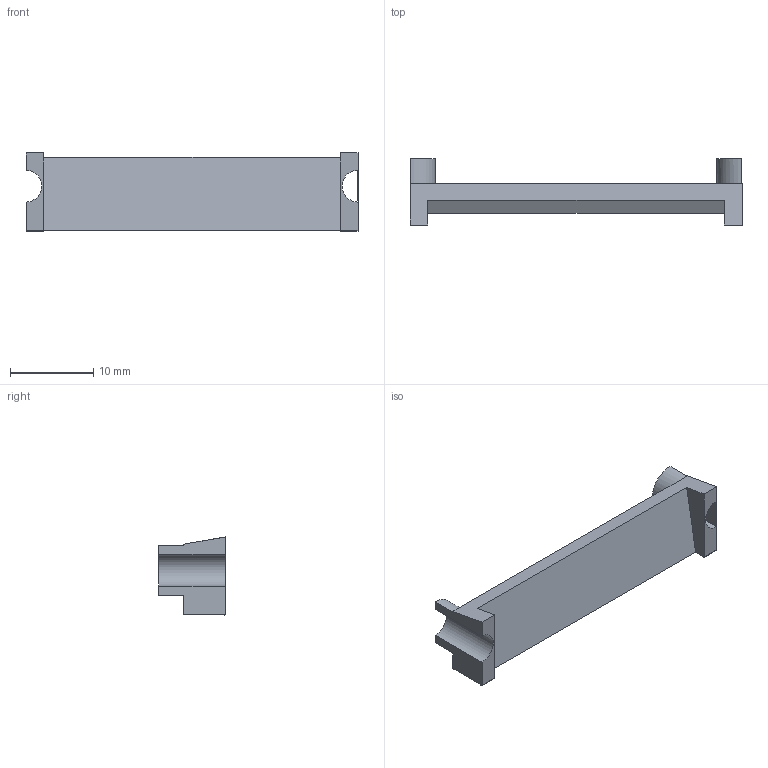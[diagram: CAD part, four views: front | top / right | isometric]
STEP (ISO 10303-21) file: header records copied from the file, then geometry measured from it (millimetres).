
FILE_DESCRIPTION(/* description */ (''),/* implementation_level */ '2;1');
FILE_NAME(/* name */ 'fnal18_top_d1.step',/* time_stamp */ '2023-03-02T09:51:02-07:00',/* author */ (''),/* organization */ (''),/* preprocessor_version */ 'ST-DEVELOPER v19.2',/* originating_system */ 'Autodesk Translation Framework v11.17.0.187',/* authorisation */ '');
FILE_SCHEMA (('AUTOMOTIVE_DESIGN { 1 0 10303 214 3 1 1 }'));
Length unit declared in the file: millimetre
Products named in the file (1): top d1
Bounding box: 39.8 x 7.93 x 9.36 mm (x, y, z)
Volume: 809.8 mm3; surface area: 1163 mm2
Topology: 1 solids, 1 shells, 28 faces, 74 edges, 47 vertices
Faces by surface type: plane 22, cylinder 6
Entity records: 894 total; most frequent: CARTESIAN_POINT 150, ORIENTED_EDGE 148, DIRECTION 147, EDGE_CURVE 74, LINE 59, VECTOR 59, VERTEX_POINT 47, AXIS2_PLACEMENT_3D 44
